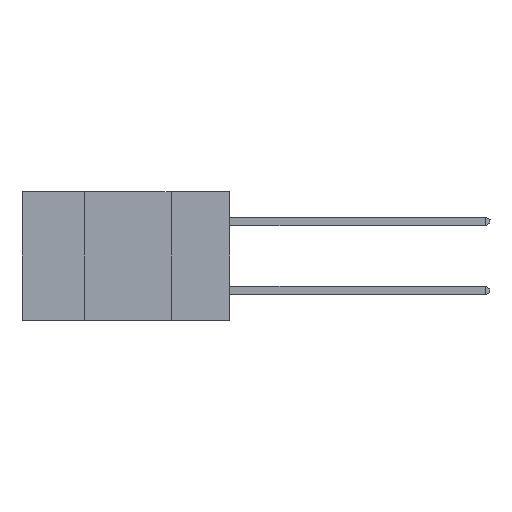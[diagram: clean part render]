
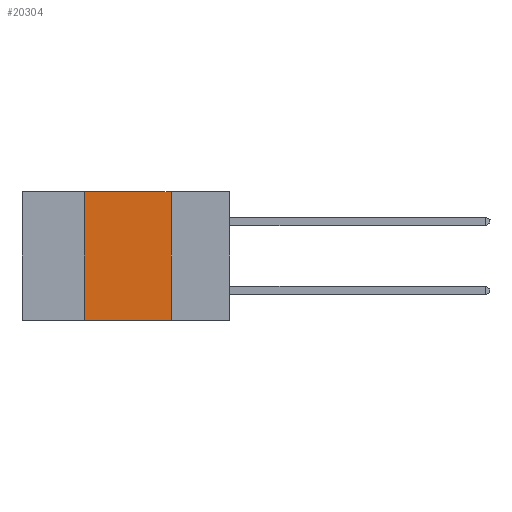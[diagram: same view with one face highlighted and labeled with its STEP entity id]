
A CAD part, left-side view. The second image highlights one B-rep face of the part: STEP entity #20304.
In plain terms, the highlighted planar face has unit normal (-1, 0, 0).
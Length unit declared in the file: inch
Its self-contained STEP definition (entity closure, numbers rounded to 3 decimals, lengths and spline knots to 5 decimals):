
#196 = DIRECTION ( 'NONE',  ( 1., 0., 0. ) ) ;
#1083 = CARTESIAN_POINT ( 'NONE',  ( 0., 0.42, -0.37 ) ) ;
#1180 = DIRECTION ( 'NONE',  ( 0., -1., 0. ) ) ;
#3581 = CARTESIAN_POINT ( 'NONE',  ( 0., 0.42, 0. ) ) ;
#3645 = VECTOR ( 'NONE', #8835, 39.37008 ) ;
#4156 = CARTESIAN_POINT ( 'NONE',  ( 0., 0.6, -0.37 ) ) ;
#4473 = DIRECTION ( 'NONE',  ( 0., -1., 0. ) ) ;
#5182 = CARTESIAN_POINT ( 'NONE',  ( 0., 0.42, 0. ) ) ;
#5273 = EDGE_CURVE ( 'NONE', #8982, #17719, #7176, .T. ) ;
#5342 = EDGE_CURVE ( 'NONE', #12517, #22236, #13228, .T. ) ;
#5413 = CARTESIAN_POINT ( 'NONE',  ( 0., 0.17, 0. ) ) ;
#5560 = ORIENTED_EDGE ( 'NONE', *, *, #5273, .F. ) ;
#7176 = LINE ( 'NONE', #5413, #11308 ) ;
#7226 = DIRECTION ( 'NONE',  ( 0., 0., -1. ) ) ;
#7284 = CARTESIAN_POINT ( 'NONE',  ( 0., 0.17, -0.37 ) ) ;
#7899 = ORIENTED_EDGE ( 'NONE', *, *, #5342, .F. ) ;
#8832 = EDGE_LOOP ( 'NONE', ( #5560, #11611, #7899, #9256 ) ) ;
#8835 = DIRECTION ( 'NONE',  ( 0., 0., 1. ) ) ;
#8969 = AXIS2_PLACEMENT_3D ( 'NONE', #10451, #196, #12599 ) ;
#8982 = VERTEX_POINT ( 'NONE', #22046 ) ;
#9256 = ORIENTED_EDGE ( 'NONE', *, *, #19375, .T. ) ;
#9944 = CARTESIAN_POINT ( 'NONE',  ( 0., 0.6, 0. ) ) ;
#10084 = VECTOR ( 'NONE', #4473, 39.37008 ) ;
#10451 = CARTESIAN_POINT ( 'NONE',  ( 0., 0.6, 0. ) ) ;
#11308 = VECTOR ( 'NONE', #7226, 39.37008 ) ;
#11611 = ORIENTED_EDGE ( 'NONE', *, *, #21124, .F. ) ;
#12517 = VERTEX_POINT ( 'NONE', #1083 ) ;
#12599 = DIRECTION ( 'NONE',  ( 0., 0., -1. ) ) ;
#13228 = LINE ( 'NONE', #3581, #3645 ) ;
#17719 = VERTEX_POINT ( 'NONE', #7284 ) ;
#18246 = VECTOR ( 'NONE', #1180, 39.37008 ) ;
#19375 = EDGE_CURVE ( 'NONE', #12517, #17719, #20032, .T. ) ;
#20032 = LINE ( 'NONE', #4156, #10084 ) ;
#20304 = ADVANCED_FACE ( 'NONE', ( #21335 ), #20954, .F. ) ;
#20954 = PLANE ( 'NONE',  #8969 ) ;
#21124 = EDGE_CURVE ( 'NONE', #22236, #8982, #21855, .T. ) ;
#21335 = FACE_OUTER_BOUND ( 'NONE', #8832, .T. ) ;
#21855 = LINE ( 'NONE', #9944, #18246 ) ;
#22046 = CARTESIAN_POINT ( 'NONE',  ( 0., 0.17, 0. ) ) ;
#22236 = VERTEX_POINT ( 'NONE', #5182 ) ;
